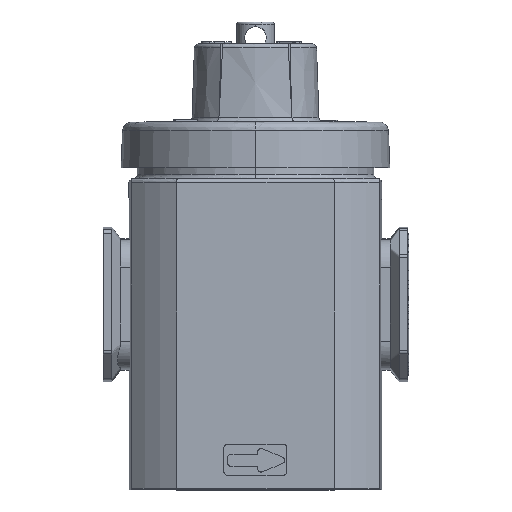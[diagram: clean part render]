
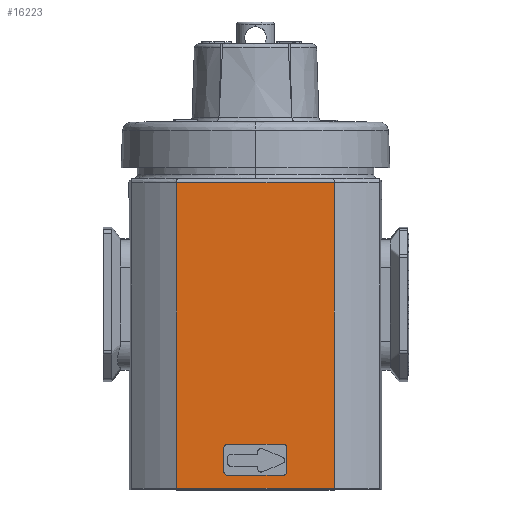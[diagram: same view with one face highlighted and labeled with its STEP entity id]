
A CAD part, top view. The second image highlights one B-rep face of the part: STEP entity #16223.
In plain terms, the highlighted planar face has unit normal (0, 0, 1).
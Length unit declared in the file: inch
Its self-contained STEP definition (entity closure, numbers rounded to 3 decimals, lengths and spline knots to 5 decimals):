
#152 = VERTEX_POINT ( 'NONE', #14729 ) ;
#345 = AXIS2_PLACEMENT_3D ( 'NONE', #14705, #14570, #5891 ) ;
#803 = EDGE_CURVE ( 'NONE', #6188, #8145, #996, .T. ) ;
#852 = EDGE_CURVE ( 'NONE', #24474, #24126, #21465, .T. ) ;
#987 = LINE ( 'NONE', #1126, #8593 ) ;
#996 = LINE ( 'NONE', #24003, #7975 ) ;
#1126 = CARTESIAN_POINT ( 'NONE',  ( -0.71312, 2.77559, 1.41732 ) ) ;
#1325 = ORIENTED_EDGE ( 'NONE', *, *, #6774, .T. ) ;
#1453 = PLANE ( 'NONE',  #345 ) ;
#1935 = CARTESIAN_POINT ( 'NONE',  ( 0.71312, 2.77559, 1.41732 ) ) ;
#2024 = CARTESIAN_POINT ( 'NONE',  ( -0.2498, 0.37244, 1.41732 ) ) ;
#2336 = LINE ( 'NONE', #1935, #21768 ) ;
#2668 = CARTESIAN_POINT ( 'NONE',  ( 0.2498, 0.12795, 1.41732 ) ) ;
#3664 = FACE_BOUND ( 'NONE', #4508, .T. ) ;
#4096 = VERTEX_POINT ( 'NONE', #12178 ) ;
#4267 = DIRECTION ( 'NONE',  ( 0., 1., 0. ) ) ;
#4508 = EDGE_LOOP ( 'NONE', ( #1325, #16416, #6101, #7463, #14063, #19146, #22362, #12830 ) ) ;
#4839 = CARTESIAN_POINT ( 'NONE',  ( 0.2498, 0.40787, 1.41732 ) ) ;
#5211 = CARTESIAN_POINT ( 'NONE',  ( -0.71312, 2.77559, 1.41732 ) ) ;
#5372 = VERTEX_POINT ( 'NONE', #11037 ) ;
#5797 = EDGE_CURVE ( 'NONE', #25797, #7875, #15084, .T. ) ;
#5891 = DIRECTION ( 'NONE',  ( -1., 0., 0. ) ) ;
#6101 = ORIENTED_EDGE ( 'NONE', *, *, #18079, .T. ) ;
#6155 = DIRECTION ( 'NONE',  ( 0., 0., -1. ) ) ;
#6167 = FACE_OUTER_BOUND ( 'NONE', #19670, .T. ) ;
#6188 = VERTEX_POINT ( 'NONE', #21482 ) ;
#6486 = CARTESIAN_POINT ( 'NONE',  ( 0.28524, 0.16339, 1.41732 ) ) ;
#6774 = EDGE_CURVE ( 'NONE', #5372, #152, #11780, .T. ) ;
#7100 = ORIENTED_EDGE ( 'NONE', *, *, #12735, .F. ) ;
#7463 = ORIENTED_EDGE ( 'NONE', *, *, #852, .F. ) ;
#7468 = CIRCLE ( 'NONE', #23086, 0.03543 ) ;
#7875 = VERTEX_POINT ( 'NONE', #21820 ) ;
#7975 = VECTOR ( 'NONE', #9492, 39.37008 ) ;
#8106 = CARTESIAN_POINT ( 'NONE',  ( -0.2498, 0.16339, 1.41732 ) ) ;
#8145 = VERTEX_POINT ( 'NONE', #2668 ) ;
#8334 = DIRECTION ( 'NONE',  ( 0., 0., -1. ) ) ;
#8423 = AXIS2_PLACEMENT_3D ( 'NONE', #23151, #8334, #14925 ) ;
#8593 = VECTOR ( 'NONE', #15921, 39.37008 ) ;
#9220 = CARTESIAN_POINT ( 'NONE',  ( 1.5748, 0.00984, 1.41732 ) ) ;
#9492 = DIRECTION ( 'NONE',  ( 1., 0., 0. ) ) ;
#10307 = LINE ( 'NONE', #23297, #24786 ) ;
#10996 = CARTESIAN_POINT ( 'NONE',  ( 0.71312, 0.00984, 1.41732 ) ) ;
#11011 = VERTEX_POINT ( 'NONE', #4839 ) ;
#11037 = CARTESIAN_POINT ( 'NONE',  ( -0.28524, 0.37244, 1.41732 ) ) ;
#11340 = AXIS2_PLACEMENT_3D ( 'NONE', #26782, #22232, #15527 ) ;
#11412 = EDGE_CURVE ( 'NONE', #6188, #16196, #7468, .T. ) ;
#11451 = ORIENTED_EDGE ( 'NONE', *, *, #24963, .F. ) ;
#11780 = CIRCLE ( 'NONE', #15353, 0.03543 ) ;
#11828 = VERTEX_POINT ( 'NONE', #10996 ) ;
#12147 = EDGE_CURVE ( 'NONE', #7875, #11828, #2336, .T. ) ;
#12178 = CARTESIAN_POINT ( 'NONE',  ( -0.71312, 0.00984, 1.41732 ) ) ;
#12735 = EDGE_CURVE ( 'NONE', #11828, #4096, #19851, .T. ) ;
#12830 = ORIENTED_EDGE ( 'NONE', *, *, #27560, .F. ) ;
#13949 = DIRECTION ( 'NONE',  ( -1., 0., 0. ) ) ;
#14063 = ORIENTED_EDGE ( 'NONE', *, *, #23499, .T. ) ;
#14518 = DIRECTION ( 'NONE',  ( 0., -1., 0. ) ) ;
#14570 = DIRECTION ( 'NONE',  ( 0., 0., -1. ) ) ;
#14695 = DIRECTION ( 'NONE',  ( 1., 0., 0. ) ) ;
#14705 = CARTESIAN_POINT ( 'NONE',  ( 1.5748, 2.77559, 1.41732 ) ) ;
#14729 = CARTESIAN_POINT ( 'NONE',  ( -0.2498, 0.40787, 1.41732 ) ) ;
#14925 = DIRECTION ( 'NONE',  ( 1., 0., 0. ) ) ;
#15084 = LINE ( 'NONE', #17302, #17540 ) ;
#15328 = CARTESIAN_POINT ( 'NONE',  ( 0.28524, 0.37244, 1.41732 ) ) ;
#15353 = AXIS2_PLACEMENT_3D ( 'NONE', #2024, #16947, #21136 ) ;
#15401 = ORIENTED_EDGE ( 'NONE', *, *, #5797, .F. ) ;
#15527 = DIRECTION ( 'NONE',  ( 1., 0., 0. ) ) ;
#15921 = DIRECTION ( 'NONE',  ( 0., 1., 0. ) ) ;
#16196 = VERTEX_POINT ( 'NONE', #24731 ) ;
#16223 = ADVANCED_FACE ( 'NONE', ( #6167, #3664 ), #1453, .F. ) ;
#16265 = CIRCLE ( 'NONE', #11340, 0.03543 ) ;
#16416 = ORIENTED_EDGE ( 'NONE', *, *, #22820, .F. ) ;
#16947 = DIRECTION ( 'NONE',  ( 0., 0., -1. ) ) ;
#17302 = CARTESIAN_POINT ( 'NONE',  ( 1.5748, 2.77559, 1.41732 ) ) ;
#17540 = VECTOR ( 'NONE', #21639, 39.37008 ) ;
#17751 = DIRECTION ( 'NONE',  ( -1., 0., 0. ) ) ;
#18079 = EDGE_CURVE ( 'NONE', #11011, #24126, #24901, .T. ) ;
#19146 = ORIENTED_EDGE ( 'NONE', *, *, #803, .F. ) ;
#19670 = EDGE_LOOP ( 'NONE', ( #11451, #7100, #24556, #15401 ) ) ;
#19851 = LINE ( 'NONE', #9220, #24384 ) ;
#20271 = VECTOR ( 'NONE', #13949, 39.37008 ) ;
#21136 = DIRECTION ( 'NONE',  ( 1., 0., 0. ) ) ;
#21465 = LINE ( 'NONE', #25604, #24010 ) ;
#21482 = CARTESIAN_POINT ( 'NONE',  ( -0.2498, 0.12795, 1.41732 ) ) ;
#21639 = DIRECTION ( 'NONE',  ( 1., 0., 0. ) ) ;
#21768 = VECTOR ( 'NONE', #27558, 39.37008 ) ;
#21820 = CARTESIAN_POINT ( 'NONE',  ( 0.71312, 2.77559, 1.41732 ) ) ;
#22232 = DIRECTION ( 'NONE',  ( 0., 0., -1. ) ) ;
#22362 = ORIENTED_EDGE ( 'NONE', *, *, #11412, .T. ) ;
#22820 = EDGE_CURVE ( 'NONE', #11011, #152, #26880, .T. ) ;
#23086 = AXIS2_PLACEMENT_3D ( 'NONE', #8106, #6155, #14695 ) ;
#23151 = CARTESIAN_POINT ( 'NONE',  ( 0.2498, 0.37244, 1.41732 ) ) ;
#23297 = CARTESIAN_POINT ( 'NONE',  ( -0.28524, 2.77559, 1.41732 ) ) ;
#23499 = EDGE_CURVE ( 'NONE', #24474, #8145, #16265, .T. ) ;
#24003 = CARTESIAN_POINT ( 'NONE',  ( 1.5748, 0.12795, 1.41732 ) ) ;
#24010 = VECTOR ( 'NONE', #4267, 39.37008 ) ;
#24126 = VERTEX_POINT ( 'NONE', #15328 ) ;
#24384 = VECTOR ( 'NONE', #17751, 39.37008 ) ;
#24474 = VERTEX_POINT ( 'NONE', #6486 ) ;
#24556 = ORIENTED_EDGE ( 'NONE', *, *, #12147, .F. ) ;
#24731 = CARTESIAN_POINT ( 'NONE',  ( -0.28524, 0.16339, 1.41732 ) ) ;
#24786 = VECTOR ( 'NONE', #14518, 39.37008 ) ;
#24901 = CIRCLE ( 'NONE', #8423, 0.03543 ) ;
#24940 = CARTESIAN_POINT ( 'NONE',  ( 1.5748, 0.40787, 1.41732 ) ) ;
#24963 = EDGE_CURVE ( 'NONE', #4096, #25797, #987, .T. ) ;
#25604 = CARTESIAN_POINT ( 'NONE',  ( 0.28524, 2.77559, 1.41732 ) ) ;
#25797 = VERTEX_POINT ( 'NONE', #5211 ) ;
#26782 = CARTESIAN_POINT ( 'NONE',  ( 0.2498, 0.16339, 1.41732 ) ) ;
#26880 = LINE ( 'NONE', #24940, #20271 ) ;
#27558 = DIRECTION ( 'NONE',  ( 0., -1., 0. ) ) ;
#27560 = EDGE_CURVE ( 'NONE', #5372, #16196, #10307, .T. ) ;
